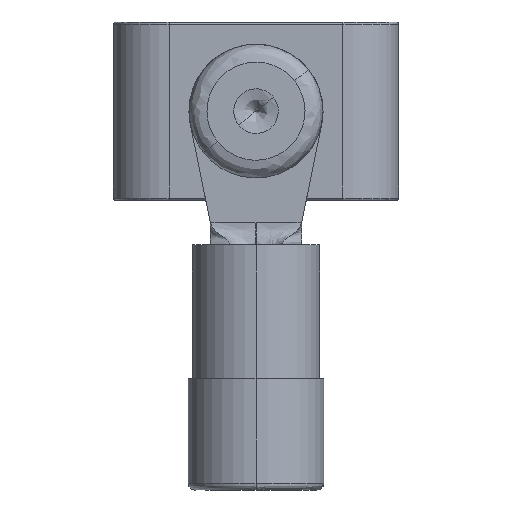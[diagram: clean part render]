
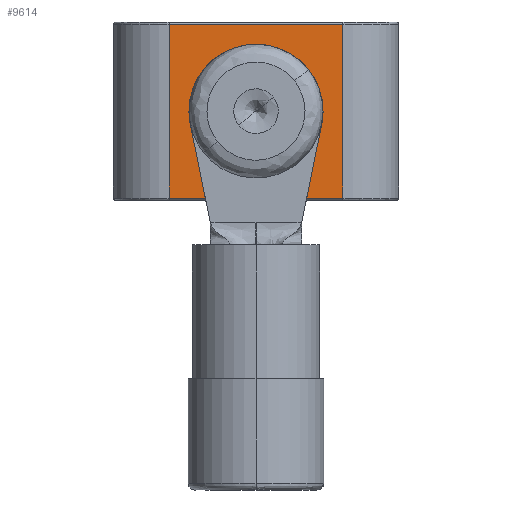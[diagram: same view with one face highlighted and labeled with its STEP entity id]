
A CAD part, front view. The second image highlights one B-rep face of the part: STEP entity #9614.
In plain terms, the highlighted planar face has unit normal (0, -1, 0).
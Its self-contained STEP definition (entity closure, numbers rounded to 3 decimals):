
#133 = VERTEX_POINT ( 'NONE', #10847 ) ;
#200 = AXIS2_PLACEMENT_3D ( 'NONE', #9655, #16110, #7054 ) ;
#695 = CARTESIAN_POINT ( 'NONE',  ( 0., -0.5, -3.9 ) ) ;
#1010 = VECTOR ( 'NONE', #2543, 1000. ) ;
#1483 = ORIENTED_EDGE ( 'NONE', *, *, #7285, .F. ) ;
#2286 = EDGE_CURVE ( 'NONE', #19567, #133, #13293, .T. ) ;
#2543 = DIRECTION ( 'NONE',  ( -1., 0., 0. ) ) ;
#2904 = CARTESIAN_POINT ( 'NONE',  ( 3.9, -0.5, -3.9 ) ) ;
#3714 = CARTESIAN_POINT ( 'NONE',  ( -3.9, -0.5, 3.9 ) ) ;
#4649 = LINE ( 'NONE', #10758, #8776 ) ;
#5036 = CARTESIAN_POINT ( 'NONE',  ( -3.9, -0.5, -3.9 ) ) ;
#5109 = VERTEX_POINT ( 'NONE', #5434 ) ;
#5116 = PLANE ( 'NONE',  #15657 ) ;
#5316 = DIRECTION ( 'NONE',  ( 0., 1., 0. ) ) ;
#5401 = CARTESIAN_POINT ( 'NONE',  ( -3.9, -0.5, -4. ) ) ;
#5434 = CARTESIAN_POINT ( 'NONE',  ( -1.5, -0.5, 0. ) ) ;
#5977 = VECTOR ( 'NONE', #7527, 1000. ) ;
#6527 = CARTESIAN_POINT ( 'NONE',  ( 0., -0.5, 0. ) ) ;
#6585 = CIRCLE ( 'NONE', #200, 1.5 ) ;
#7054 = DIRECTION ( 'NONE',  ( 1., 0., 0. ) ) ;
#7213 = DIRECTION ( 'NONE',  ( -1., 0., 0. ) ) ;
#7285 = EDGE_CURVE ( 'NONE', #11891, #19567, #19019, .T. ) ;
#7527 = DIRECTION ( 'NONE',  ( 1., 0., 0. ) ) ;
#8167 = VERTEX_POINT ( 'NONE', #11011 ) ;
#8607 = EDGE_LOOP ( 'NONE', ( #11453, #11501 ) ) ;
#8776 = VECTOR ( 'NONE', #13806, 1000. ) ;
#9016 = VECTOR ( 'NONE', #11477, 1000. ) ;
#9614 = ADVANCED_FACE ( 'NONE', ( #11023, #17173 ), #5116, .F. ) ;
#9655 = CARTESIAN_POINT ( 'NONE',  ( 0., -0.5, 0. ) ) ;
#9856 = ORIENTED_EDGE ( 'NONE', *, *, #16459, .F. ) ;
#10069 = CIRCLE ( 'NONE', #13232, 1.5 ) ;
#10389 = VERTEX_POINT ( 'NONE', #2904 ) ;
#10521 = EDGE_LOOP ( 'NONE', ( #10573, #1483, #13107, #9856 ) ) ;
#10536 = CARTESIAN_POINT ( 'NONE',  ( 0., -0.5, 3.9 ) ) ;
#10573 = ORIENTED_EDGE ( 'NONE', *, *, #2286, .F. ) ;
#10758 = CARTESIAN_POINT ( 'NONE',  ( 3.9, -0.5, -4. ) ) ;
#10847 = CARTESIAN_POINT ( 'NONE',  ( 3.9, -0.5, 3.9 ) ) ;
#11011 = CARTESIAN_POINT ( 'NONE',  ( 1.5, -0.5, 0. ) ) ;
#11023 = FACE_BOUND ( 'NONE', #8607, .T. ) ;
#11453 = ORIENTED_EDGE ( 'NONE', *, *, #17100, .F. ) ;
#11477 = DIRECTION ( 'NONE',  ( 0., 0., 1. ) ) ;
#11501 = ORIENTED_EDGE ( 'NONE', *, *, #16932, .F. ) ;
#11891 = VERTEX_POINT ( 'NONE', #5036 ) ;
#12571 = DIRECTION ( 'NONE',  ( 1., 0., 0. ) ) ;
#12970 = CARTESIAN_POINT ( 'NONE',  ( 0., -0.5, -4. ) ) ;
#13107 = ORIENTED_EDGE ( 'NONE', *, *, #18226, .F. ) ;
#13232 = AXIS2_PLACEMENT_3D ( 'NONE', #6527, #17442, #12571 ) ;
#13293 = LINE ( 'NONE', #10536, #5977 ) ;
#13806 = DIRECTION ( 'NONE',  ( 0., 0., -1. ) ) ;
#15657 = AXIS2_PLACEMENT_3D ( 'NONE', #12970, #5316, #7213 ) ;
#16110 = DIRECTION ( 'NONE',  ( 0., -1., 0. ) ) ;
#16221 = LINE ( 'NONE', #695, #1010 ) ;
#16459 = EDGE_CURVE ( 'NONE', #133, #10389, #4649, .T. ) ;
#16932 = EDGE_CURVE ( 'NONE', #5109, #8167, #10069, .T. ) ;
#17100 = EDGE_CURVE ( 'NONE', #8167, #5109, #6585, .T. ) ;
#17173 = FACE_OUTER_BOUND ( 'NONE', #10521, .T. ) ;
#17442 = DIRECTION ( 'NONE',  ( 0., -1., 0. ) ) ;
#18226 = EDGE_CURVE ( 'NONE', #10389, #11891, #16221, .T. ) ;
#19019 = LINE ( 'NONE', #5401, #9016 ) ;
#19567 = VERTEX_POINT ( 'NONE', #3714 ) ;
